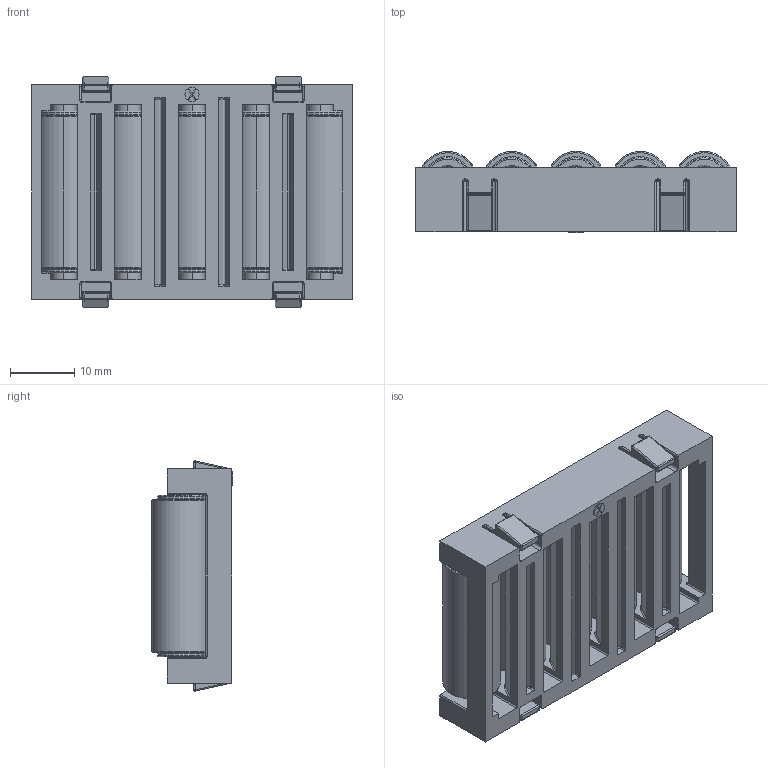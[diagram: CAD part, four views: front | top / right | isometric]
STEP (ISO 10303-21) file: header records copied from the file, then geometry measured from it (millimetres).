
FILE_DESCRIPTION (( 'STEP AP203' ), '1' );
FILE_NAME ('801250_c_1.STEP', '2023-03-17T03:46:37', ( '' ), ( '' ), 'SwSTEP 2.0', 'SolidWorks 2014', '' );
FILE_SCHEMA (( 'CONFIG_CONTROL_DESIGN' ));
Length unit declared in the file: millimetre
Products named in the file (1): 801250_c_1
Bounding box: 50 x 12.65 x 35.9 mm (x, y, z)
Volume: 13213.4 mm3; surface area: 14046 mm2
Topology: 11 solids, 11 shells, 719 faces, 1802 edges, 1066 vertices
Faces by surface type: cylinder 304, bspline 208, plane 187, cone 20
Entity records: 26324 total; most frequent: CARTESIAN_POINT 10362, ORIENTED_EDGE 3504, DIRECTION 3194, EDGE_CURVE 1752, AXIS2_PLACEMENT_3D 1200, VERTEX_POINT 1066, LINE 794, VECTOR 794
